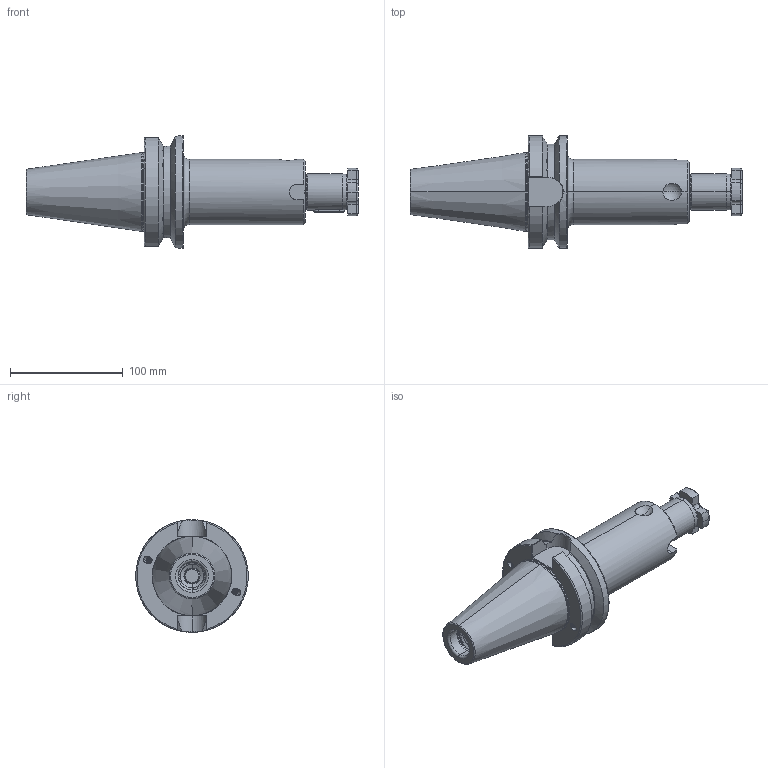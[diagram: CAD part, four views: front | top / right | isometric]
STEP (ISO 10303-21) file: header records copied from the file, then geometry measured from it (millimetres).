
FILE_DESCRIPTION (( 'STEP AP203' ), '1' );
FILE_NAME ('506.10.32.2.STEP', '2016-11-26T01:34:39', ( '' ), ( '' ), 'SwSTEP 2.0', 'SolidWorks 2012', '' );
FILE_SCHEMA (( 'CONFIG_CONTROL_DESIGN' ));
Length unit declared in the file: millimetre
Products named in the file (4): 506.10.32.2; SC32用鍵_8x7x28L; 十字螺絲FMB32
Assembly tree (3 placements, depth 2):
  506.10.32.2
    506.10.32.2
    十字螺絲FMB32
    SC32用鍵_8x7x28L
Bounding box: 294.8 x 100 x 100 mm (x, y, z)
Volume: 723669.1 mm3; surface area: 96438.2 mm2
Topology: 3 solids, 3 shells, 334 faces, 873 edges, 550 vertices
Faces by surface type: cylinder 169, plane 64, torus 41, cone 36, bspline 22, sphere 2
Entity records: 22700 total; most frequent: CARTESIAN_POINT 14946, ORIENTED_EDGE 1746, DIRECTION 1359, EDGE_CURVE 873, VERTEX_POINT 550, AXIS2_PLACEMENT_3D 524, EDGE_LOOP 347, FACE_OUTER_BOUND 334
